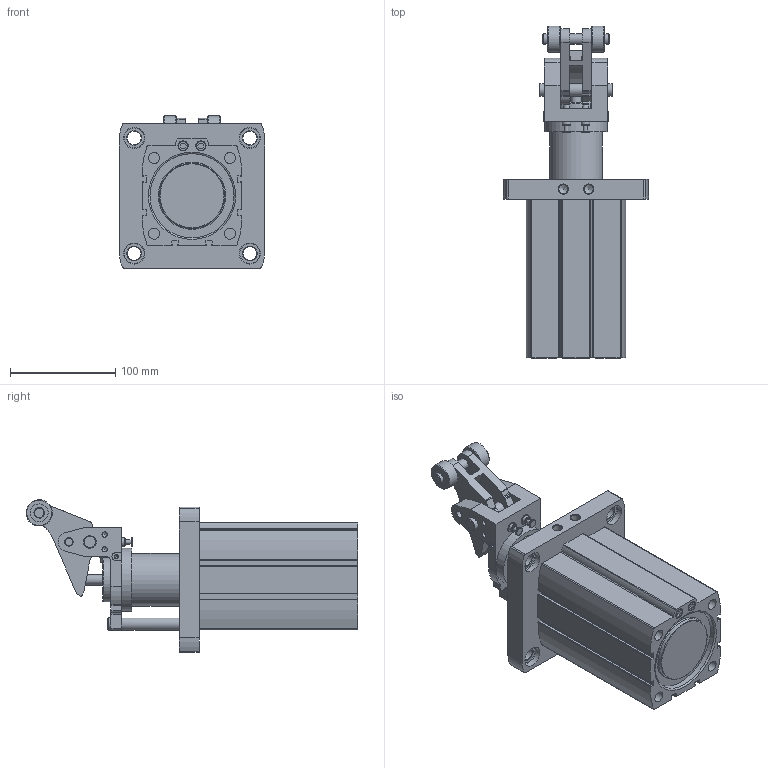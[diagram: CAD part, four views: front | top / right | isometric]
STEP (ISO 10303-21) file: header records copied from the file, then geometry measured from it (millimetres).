
FILE_DESCRIPTION(/* description */ ('STEP AP214'),/* implementation_level */ '2;1');
FILE_NAME(/* name */ '8089691_DFST-80-40-D-Y4-A-S-G2',/* time_stamp */ '2024-08-15T23:23:41+02:00',/* author */ ('License CC BY-ND 4.0'),/* organization */ ('CADENAS'),/* preprocessor_version */ 'ST-DEVELOPER v19.3',/* originating_system */ 'PARTsolutions',/* authorisation */ ' ');
FILE_SCHEMA (('AUTOMOTIVE_DESIGN {1 0 10303 214 3 1 1}'));
Length unit declared in the file: millimetre
Products named in the file (6): 8089691 DFST-80-40-D-Y4-A-S-G2---(40 Start high); 8089691 DFST-80---(mechanicalhighh); 8089691 DFST-80---(mechanicalhighc); 8089691 DFST-80---(mechanical highl); -DFST-CAP4_scr; 8089691 DFST-80---(mechanical high 1s)
Assembly tree (6 placements, depth 2):
  8089691 DFST-80-40-D-Y4-A-S-G2---(40 Start high)
    8089691 DFST-80---(mechanicalhighh)
    8089691 DFST-80---(mechanicalhighc)
    8089691 DFST-80---(mechanical highl)
    -DFST-CAP4_scr  x2
    8089691 DFST-80---(mechanical high 1s)
Bounding box: 138 x 315.7 x 145.17 mm (x, y, z)
Volume: 1702931.7 mm3; surface area: 257562.1 mm2
Topology: 6 solids, 6 shells, 557 faces, 1332 edges, 865 vertices
Faces by surface type: plane 254, cylinder 209, cone 59, torus 34, sphere 1
Full cylindrical faces by diameter (mm): 3.242 x2, 4 x2, 5 x6, 6 x1, 6.647 x4, 6.917 x2, 7.1 x1, 8 x7, 8.566 x4, 9.728 x2, 10 x10, 10.5 x4, 12 x14, 13 x8, 17 x2, 18 x4, 19 x4, 20 x8, 25 x2, 42 x1, 50 x2, 60 x1, 62 x1, 80 x3
Entity records: 14902 total; most frequent: DIRECTION 2681, CARTESIAN_POINT 2513, ORIENTED_EDGE 2170, EDGE_CURVE 1085, AXIS2_PLACEMENT_3D 1057, FACE_BOUND 838, EDGE_LOOP 828, VERTEX_POINT 821
